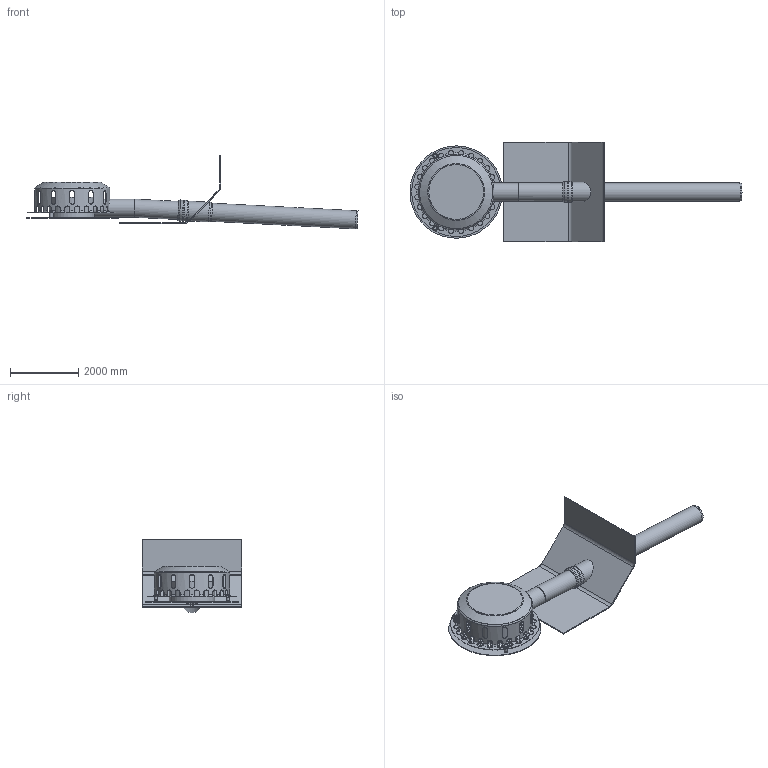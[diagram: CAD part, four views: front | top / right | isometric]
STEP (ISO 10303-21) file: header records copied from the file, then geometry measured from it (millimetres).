
FILE_DESCRIPTION(/* description */ (''),/* implementation_level */ '2;1');
FILE_NAME(/* name */ '01398.050X_3D.stp',/* time_stamp */ '2024-12-11T13:29:01+01:00',/* author */ ('CAD'),/* organization */ (''),/* preprocessor_version */ 'ST-DEVELOPER v20',/* originating_system */ 'AutoCAD Mechanical',/* authorisation */ '');
FILE_SCHEMA (('AUTOMOTIVE_DESIGN { 1 0 10303 214 3 1 1 }'));
Products named in the file (1): Product
Bounding box: 9701.79 x 2900 x 2154.02 mm (x, y, z)
Volume: 791096998.4 mm3; surface area: 90402745.5 mm2
Topology: 8 solids, 50 shells, 1778 faces, 5386 edges, 3612 vertices
Faces by surface type: plane 1552, cylinder 102, torus 62, cone 56, bspline 6
Full cylindrical faces by diameter (mm): 60 x2, 80 x2, 100 x2, 500 x1, 510 x2, 530 x4, 548 x1, 578 x2, 588 x1, 590 x1, 600 x1, 618 x1, 1290 x1, 1330 x2, 2180 x1, 2200 x1, 2700 x1
Entity records: 66690 total; most frequent: CARTESIAN_POINT 17135, ORIENTED_EDGE 10634, DIRECTION 8917, EDGE_CURVE 5386, LINE 4693, VECTOR 4693, VERTEX_POINT 3612, EDGE_LOOP 2534
